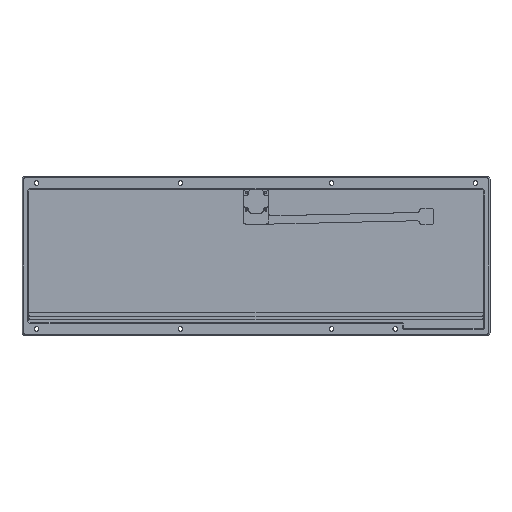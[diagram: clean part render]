
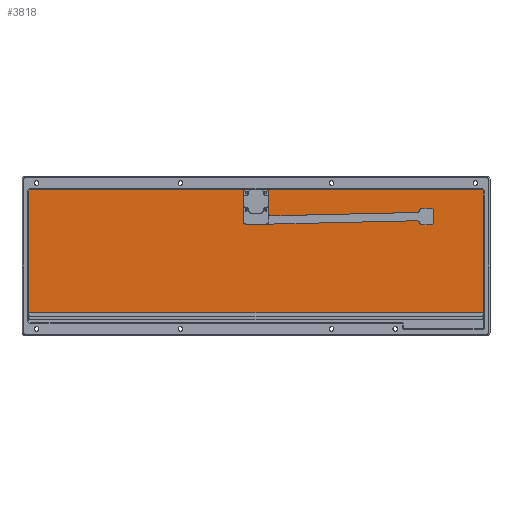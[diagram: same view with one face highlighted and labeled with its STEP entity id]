
A CAD part, top view. The second image highlights one B-rep face of the part: STEP entity #3818.
In plain terms, the highlighted planar face has unit normal (0, 0, 1).
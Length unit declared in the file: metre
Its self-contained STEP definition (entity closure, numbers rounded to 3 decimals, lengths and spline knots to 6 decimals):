
#207=LINE('',#5846,#544);
#248=LINE('',#6191,#585);
#284=LINE('',#6299,#621);
#285=LINE('',#6303,#622);
#286=LINE('',#6307,#623);
#287=LINE('',#6311,#624);
#288=LINE('',#6317,#625);
#289=LINE('',#6321,#626);
#290=LINE('',#6325,#627);
#291=LINE('',#6331,#628);
#292=LINE('',#6333,#629);
#293=LINE('',#6337,#630);
#294=LINE('',#6341,#631);
#544=VECTOR('',#4511,1.);
#585=VECTOR('',#4670,1.);
#621=VECTOR('',#4762,1.);
#622=VECTOR('',#4767,1.);
#623=VECTOR('',#4770,1.);
#624=VECTOR('',#4773,1.);
#625=VECTOR('',#4778,1.);
#626=VECTOR('',#4781,1.);
#627=VECTOR('',#4784,1.);
#628=VECTOR('',#4789,1.);
#629=VECTOR('',#4790,1.);
#630=VECTOR('',#4793,1.);
#631=VECTOR('',#4796,1.);
#1125=ORIENTED_EDGE('',*,*,#2144,.F.);
#1126=ORIENTED_EDGE('',*,*,#2145,.T.);
#1127=ORIENTED_EDGE('',*,*,#2146,.F.);
#1128=ORIENTED_EDGE('',*,*,#2147,.T.);
#1129=ORIENTED_EDGE('',*,*,#2148,.F.);
#1130=ORIENTED_EDGE('',*,*,#2149,.T.);
#1131=ORIENTED_EDGE('',*,*,#2150,.F.);
#1132=ORIENTED_EDGE('',*,*,#2151,.T.);
#1133=ORIENTED_EDGE('',*,*,#2152,.T.);
#1134=ORIENTED_EDGE('',*,*,#2153,.T.);
#1135=ORIENTED_EDGE('',*,*,#2154,.T.);
#1136=ORIENTED_EDGE('',*,*,#2155,.T.);
#1137=ORIENTED_EDGE('',*,*,#2156,.T.);
#1138=ORIENTED_EDGE('',*,*,#2157,.F.);
#1139=ORIENTED_EDGE('',*,*,#2158,.T.);
#1140=ORIENTED_EDGE('',*,*,#2159,.T.);
#1141=ORIENTED_EDGE('',*,*,#2160,.T.);
#1142=ORIENTED_EDGE('',*,*,#2161,.F.);
#1143=ORIENTED_EDGE('',*,*,#2162,.T.);
#1144=ORIENTED_EDGE('',*,*,#2163,.T.);
#1145=ORIENTED_EDGE('',*,*,#2164,.T.);
#1146=ORIENTED_EDGE('',*,*,#2165,.F.);
#1147=ORIENTED_EDGE('',*,*,#2166,.T.);
#1148=ORIENTED_EDGE('',*,*,#2090,.T.);
#1149=ORIENTED_EDGE('',*,*,#2067,.T.);
#1150=ORIENTED_EDGE('',*,*,#2015,.F.);
#1151=ORIENTED_EDGE('',*,*,#2023,.T.);
#2015=EDGE_CURVE('',#2567,#2568,#207,.T.);
#2023=EDGE_CURVE('',#2567,#2573,#2897,.T.);
#2067=EDGE_CURVE('',#2608,#2568,#2912,.T.);
#2090=EDGE_CURVE('',#2617,#2608,#248,.T.);
#2144=EDGE_CURVE('',#2662,#2573,#284,.T.);
#2145=EDGE_CURVE('',#2662,#2663,#2937,.T.);
#2146=EDGE_CURVE('',#2664,#2663,#285,.T.);
#2147=EDGE_CURVE('',#2664,#2665,#2938,.F.);
#2148=EDGE_CURVE('',#2666,#2665,#286,.T.);
#2149=EDGE_CURVE('',#2666,#2667,#2939,.T.);
#2150=EDGE_CURVE('',#2668,#2667,#287,.T.);
#2151=EDGE_CURVE('',#2668,#2669,#2940,.T.);
#2152=EDGE_CURVE('',#2669,#2670,#2941,.F.);
#2153=EDGE_CURVE('',#2670,#2671,#288,.T.);
#2154=EDGE_CURVE('',#2671,#2672,#2942,.F.);
#2155=EDGE_CURVE('',#2672,#2673,#289,.T.);
#2156=EDGE_CURVE('',#2673,#2674,#2943,.F.);
#2157=EDGE_CURVE('',#2675,#2674,#290,.T.);
#2158=EDGE_CURVE('',#2675,#2676,#2944,.F.);
#2159=EDGE_CURVE('',#2676,#2677,#2945,.T.);
#2160=EDGE_CURVE('',#2677,#2678,#291,.T.);
#2161=EDGE_CURVE('',#2679,#2678,#292,.T.);
#2162=EDGE_CURVE('',#2679,#2680,#2946,.F.);
#2163=EDGE_CURVE('',#2680,#2681,#293,.T.);
#2164=EDGE_CURVE('',#2681,#2682,#2947,.F.);
#2165=EDGE_CURVE('',#2683,#2682,#294,.T.);
#2166=EDGE_CURVE('',#2683,#2617,#2948,.T.);
#2567=VERTEX_POINT('',#5845);
#2568=VERTEX_POINT('',#5847);
#2573=VERTEX_POINT('',#5863);
#2608=VERTEX_POINT('',#6149);
#2617=VERTEX_POINT('',#6188);
#2662=VERTEX_POINT('',#6298);
#2663=VERTEX_POINT('',#6302);
#2664=VERTEX_POINT('',#6304);
#2665=VERTEX_POINT('',#6306);
#2666=VERTEX_POINT('',#6308);
#2667=VERTEX_POINT('',#6310);
#2668=VERTEX_POINT('',#6312);
#2669=VERTEX_POINT('',#6314);
#2670=VERTEX_POINT('',#6316);
#2671=VERTEX_POINT('',#6318);
#2672=VERTEX_POINT('',#6320);
#2673=VERTEX_POINT('',#6322);
#2674=VERTEX_POINT('',#6324);
#2675=VERTEX_POINT('',#6326);
#2676=VERTEX_POINT('',#6328);
#2677=VERTEX_POINT('',#6330);
#2678=VERTEX_POINT('',#6332);
#2679=VERTEX_POINT('',#6334);
#2680=VERTEX_POINT('',#6336);
#2681=VERTEX_POINT('',#6338);
#2682=VERTEX_POINT('',#6340);
#2683=VERTEX_POINT('',#6342);
#2897=CIRCLE('',#4051,0.001);
#2912=CIRCLE('',#4085,0.001);
#2937=CIRCLE('',#4132,0.001);
#2938=CIRCLE('',#4133,0.00225);
#2939=CIRCLE('',#4134,0.00225);
#2940=CIRCLE('',#4135,0.00225);
#2941=CIRCLE('',#4136,0.00225);
#2942=CIRCLE('',#4137,0.00225);
#2943=CIRCLE('',#4138,0.00225);
#2944=CIRCLE('',#4139,0.00225);
#2945=CIRCLE('',#4140,0.00225);
#2946=CIRCLE('',#4141,0.00225);
#2947=CIRCLE('',#4142,0.00225);
#2948=CIRCLE('',#4143,0.001);
#3134=EDGE_LOOP('',(#1125,#1126,#1127,#1128,#1129,#1130,#1131,#1132,#1133,
#1134,#1135,#1136,#1137,#1138,#1139,#1140,#1141,#1142,#1143,#1144,#1145,
#1146,#1147,#1148,#1149,#1150,#1151));
#3434=FACE_BOUND('',#3134,.T.);
#3685=PLANE('',#4131);
#3818=ADVANCED_FACE('',(#3434),#3685,.T.);
#4051=AXIS2_PLACEMENT_3D('',#5862,#4529,#4530);
#4085=AXIS2_PLACEMENT_3D('',#6148,#4620,#4621);
#4131=AXIS2_PLACEMENT_3D('',#6300,#4763,#4764);
#4132=AXIS2_PLACEMENT_3D('',#6301,#4765,#4766);
#4133=AXIS2_PLACEMENT_3D('',#6305,#4768,#4769);
#4134=AXIS2_PLACEMENT_3D('',#6309,#4771,#4772);
#4135=AXIS2_PLACEMENT_3D('',#6313,#4774,#4775);
#4136=AXIS2_PLACEMENT_3D('',#6315,#4776,#4777);
#4137=AXIS2_PLACEMENT_3D('',#6319,#4779,#4780);
#4138=AXIS2_PLACEMENT_3D('',#6323,#4782,#4783);
#4139=AXIS2_PLACEMENT_3D('',#6327,#4785,#4786);
#4140=AXIS2_PLACEMENT_3D('',#6329,#4787,#4788);
#4141=AXIS2_PLACEMENT_3D('',#6335,#4791,#4792);
#4142=AXIS2_PLACEMENT_3D('',#6339,#4794,#4795);
#4143=AXIS2_PLACEMENT_3D('',#6343,#4797,#4798);
#4511=DIRECTION('',(-1.,0.,0.));
#4529=DIRECTION('',(0.,0.,1.));
#4530=DIRECTION('',(1.,0.,0.));
#4620=DIRECTION('',(0.,0.,1.));
#4621=DIRECTION('',(1.,0.,0.));
#4670=DIRECTION('',(0.,-1.,0.));
#4762=DIRECTION('',(0.,-1.,0.));
#4763=DIRECTION('',(0.,0.,1.));
#4764=DIRECTION('',(1.,0.,0.));
#4765=DIRECTION('',(0.,0.,1.));
#4766=DIRECTION('',(1.,0.,0.));
#4767=DIRECTION('',(1.,0.,0.));
#4768=DIRECTION('',(0.,0.,1.));
#4769=DIRECTION('',(1.,0.,0.));
#4770=DIRECTION('',(0.,1.,0.));
#4771=DIRECTION('',(0.,0.,1.));
#4772=DIRECTION('',(1.,0.,0.));
#4773=DIRECTION('',(-1.,-0.023,0.));
#4774=DIRECTION('',(0.,0.,1.));
#4775=DIRECTION('',(1.,0.,0.));
#4776=DIRECTION('',(0.,0.,1.));
#4777=DIRECTION('',(1.,0.,0.));
#4778=DIRECTION('',(1.,0.,0.));
#4779=DIRECTION('',(0.,0.,1.));
#4780=DIRECTION('',(1.,0.,0.));
#4781=DIRECTION('',(0.,-1.,0.));
#4782=DIRECTION('',(0.,0.,1.));
#4783=DIRECTION('',(1.,0.,0.));
#4784=DIRECTION('',(1.,0.,0.));
#4785=DIRECTION('',(0.,0.,1.));
#4786=DIRECTION('',(1.,0.,0.));
#4787=DIRECTION('',(0.,0.,1.));
#4788=DIRECTION('',(1.,0.,0.));
#4789=DIRECTION('',(-1.,-0.023,0.));
#4790=DIRECTION('',(1.,0.,0.));
#4791=DIRECTION('',(0.,0.,1.));
#4792=DIRECTION('',(1.,0.,0.));
#4793=DIRECTION('',(0.,1.,0.));
#4794=DIRECTION('',(0.,0.,1.));
#4795=DIRECTION('',(1.,0.,0.));
#4796=DIRECTION('',(1.,0.,0.));
#4797=DIRECTION('',(0.,0.,1.));
#4798=DIRECTION('',(1.,0.,0.));
#5845=CARTESIAN_POINT('',(0.163781,-0.041245,0.00067));
#5846=CARTESIAN_POINT('',(0.164783,-0.041245,0.00067));
#5847=CARTESIAN_POINT('',(-0.163781,-0.041245,0.00067));
#5862=CARTESIAN_POINT('',(0.163781,-0.040245,0.00067));
#5863=CARTESIAN_POINT('',(0.164781,-0.040245,0.00067));
#6148=CARTESIAN_POINT('',(-0.163781,-0.040245,0.00067));
#6149=CARTESIAN_POINT('',(-0.164781,-0.040245,0.00067));
#6188=CARTESIAN_POINT('',(-0.164781,0.0471,0.00067));
#6191=CARTESIAN_POINT('',(-0.164781,0.,0.00067));
#6298=CARTESIAN_POINT('',(0.164781,0.0471,0.00067));
#6299=CARTESIAN_POINT('',(0.164781,-0.050481,0.00067));
#6300=CARTESIAN_POINT('',(0.,0.,0.00067));
#6301=CARTESIAN_POINT('',(0.163781,0.0471,0.00067));
#6302=CARTESIAN_POINT('',(0.163781,0.0481,0.00067));
#6303=CARTESIAN_POINT('',(0.,0.0481,0.00067));
#6304=CARTESIAN_POINT('',(0.007,0.0481,0.00067));
#6305=CARTESIAN_POINT('',(0.007,0.04585,0.00067));
#6306=CARTESIAN_POINT('',(0.00925,0.04585,0.00067));
#6307=CARTESIAN_POINT('',(0.00925,0.0396,0.00067));
#6308=CARTESIAN_POINT('',(0.00925,0.031401,0.00067));
#6309=CARTESIAN_POINT('',(0.0115,0.031401,0.00067));
#6310=CARTESIAN_POINT('',(0.011551,0.029152,0.00067));
#6311=CARTESIAN_POINT('',(0.064038,0.03035,0.00067));
#6312=CARTESIAN_POINT('',(0.116583,0.03155,0.00067));
#6313=CARTESIAN_POINT('',(0.116531,0.033799,0.00067));
#6314=CARTESIAN_POINT('',(0.118661,0.033075,0.00067));
#6315=CARTESIAN_POINT('',(0.120792,0.03235,0.00067));
#6316=CARTESIAN_POINT('',(0.120792,0.0346,0.00067));
#6317=CARTESIAN_POINT('',(0.123781,0.0346,0.00067));
#6318=CARTESIAN_POINT('',(0.126531,0.0346,0.00067));
#6319=CARTESIAN_POINT('',(0.126531,0.03235,0.00067));
#6320=CARTESIAN_POINT('',(0.128781,0.03235,0.00067));
#6321=CARTESIAN_POINT('',(0.128781,0.0286,0.00067));
#6322=CARTESIAN_POINT('',(0.128781,0.02485,0.00067));
#6323=CARTESIAN_POINT('',(0.126531,0.02485,0.00067));
#6324=CARTESIAN_POINT('',(0.126531,0.0226,0.00067));
#6325=CARTESIAN_POINT('',(0.123781,0.0226,0.00067));
#6326=CARTESIAN_POINT('',(0.120755,0.0226,0.00067));
#6327=CARTESIAN_POINT('',(0.120755,0.02485,0.00067));
#6328=CARTESIAN_POINT('',(0.118643,0.024074,0.00067));
#6329=CARTESIAN_POINT('',(0.116531,0.023298,0.00067));
#6330=CARTESIAN_POINT('',(0.11648,0.025547,0.00067));
#6331=CARTESIAN_POINT('',(0.064038,0.02435,0.00067));
#6332=CARTESIAN_POINT('',(0.009296,0.0231,0.00067));
#6333=CARTESIAN_POINT('',(0.000023,0.0231,0.00067));
#6334=CARTESIAN_POINT('',(-0.007,0.0231,0.00067));
#6335=CARTESIAN_POINT('',(-0.007,0.02535,0.00067));
#6336=CARTESIAN_POINT('',(-0.00925,0.02535,0.00067));
#6337=CARTESIAN_POINT('',(-0.00925,0.0396,0.00067));
#6338=CARTESIAN_POINT('',(-0.00925,0.04585,0.00067));
#6339=CARTESIAN_POINT('',(-0.007,0.04585,0.00067));
#6340=CARTESIAN_POINT('',(-0.007,0.0481,0.00067));
#6341=CARTESIAN_POINT('',(0.,0.0481,0.00067));
#6342=CARTESIAN_POINT('',(-0.163781,0.0481,0.00067));
#6343=CARTESIAN_POINT('',(-0.163781,0.0471,0.00067));
